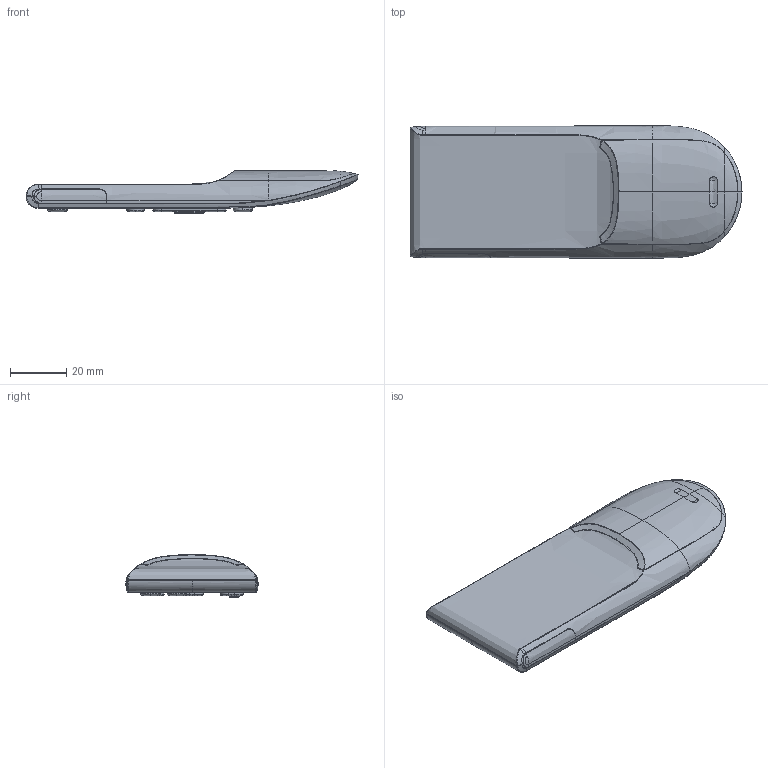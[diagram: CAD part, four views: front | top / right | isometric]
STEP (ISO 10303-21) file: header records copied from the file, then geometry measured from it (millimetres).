
FILE_DESCRIPTION((''),'2;1');
FILE_NAME('12','2025-07-11T14:59:53',('Administrator'),(''),'CREO PARAMETRIC BY PTC INC, 2019224','CREO PARAMETRIC BY PTC INC, 2019224','');
FILE_SCHEMA(('AUTOMOTIVE_DESIGN { 1 0 10303 214 1 1 1 1 }'));
Products named in the file (1): 12
Bounding box: 118.4 x 47.23 x 15.2 mm (x, y, z)
Volume: 30807.6 mm3; surface area: 33664.4 mm2
Topology: 1 solids, 10 shells, 1422 faces, 4040 edges, 2617 vertices
Faces by surface type: plane 825, bspline 257, cylinder 169, cone 95, extrusion 54, revolution 14, torus 8
Entity records: 72512 total; most frequent: CARTESIAN_POINT 38311, ORIENTED_EDGE 8000, DIRECTION 5625, EDGE_CURVE 4000, VERTEX_POINT 2617, VECTOR 2265, LINE 2211, AXIS2_PLACEMENT_3D 1673
